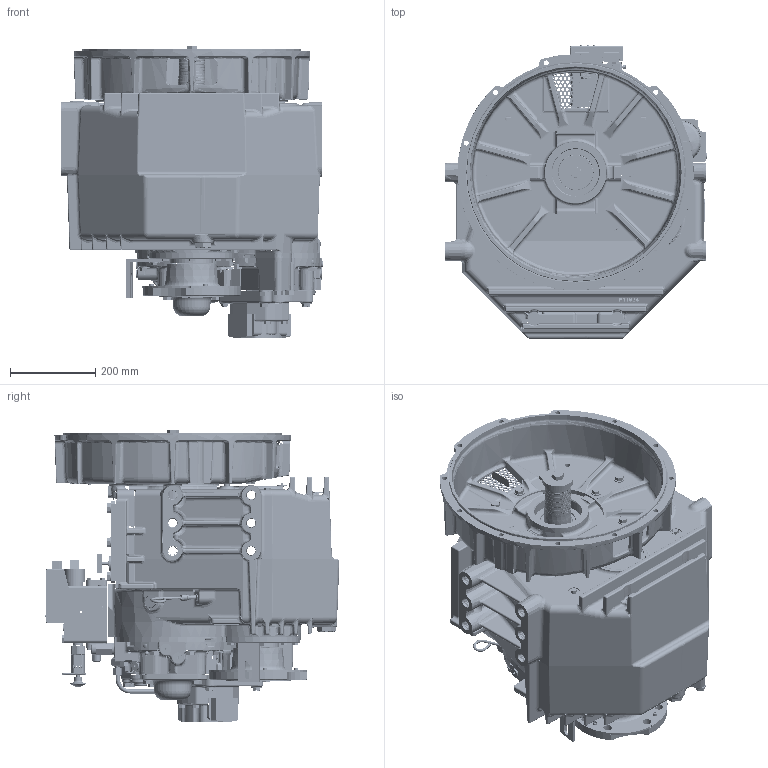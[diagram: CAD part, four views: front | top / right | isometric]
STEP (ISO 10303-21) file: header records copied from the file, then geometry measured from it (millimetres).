
FILE_DESCRIPTION (( 'STEP AP214' ), '1' );
FILE_NAME ('1027608L.step', '2019-08-30T15:29:10', ( 'TDI' ), ( 'Twin Disc Inc' ), 'SwSTEP 2.0', 'SolidWorks 2015', '' );
FILE_SCHEMA (( 'AUTOMOTIVE_DESIGN' ));
Length unit declared in the file: millimetre
Products named in the file (1): 1027608L
Bounding box: 611.46 x 689.74 x 684.52 mm (x, y, z)
Surface area: 3680015.4 mm2 (no closed solid volume)
Topology: 0 solids, 398 shells, 4960 faces, 18229 edges, 12899 vertices
Faces by surface type: plane 1672, cylinder 1292, bspline 1027, torus 411, cone 389, sphere 169
Full cylindrical faces by diameter (mm): 0.686 x1, 2.54 x5, 4 x11, 4.6 x2, 4.826 x1, 5 x2, 5.715 x1, 6 x2, 6.35 x3, 7 x90, 7.705 x1, 7.708 x1, 7.709 x3, 7.88 x1, 8 x2, 9.335 x4, 9.538 x1, 10 x11, 10.5 x1, 10.6 x2, 10.716 x1, 10.846 x1, 11 x4, 11.176 x1, 11.3 x1, 11.906 x12, 12 x6, 12.046 x1, 12.7 x3, 12.954 x1
Entity records: 328771 total; most frequent: CARTESIAN_POINT 136635, DIRECTION 26082, ORIENTED_EDGE 26025, EDGE_CURVE 17389, VERTEX_POINT 12752, AXIS2_PLACEMENT_3D 9963, EDGE_LOOP 6691, LINE 6156
